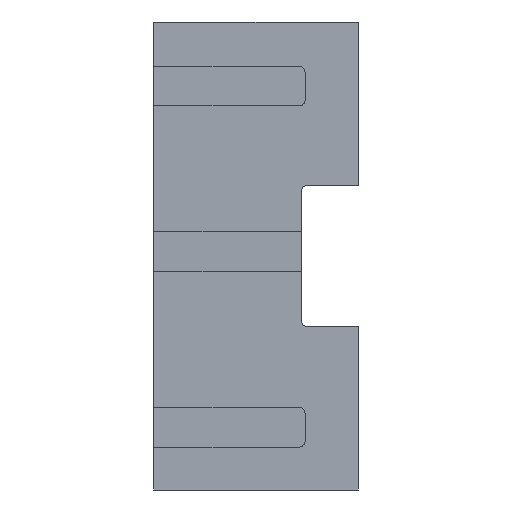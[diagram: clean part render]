
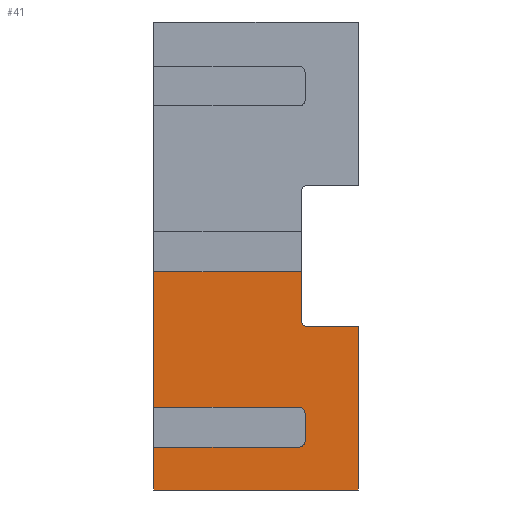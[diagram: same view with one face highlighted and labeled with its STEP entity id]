
A CAD part, front view. The second image highlights one B-rep face of the part: STEP entity #41.
In plain terms, the highlighted planar face has unit normal (0, -1, 0).
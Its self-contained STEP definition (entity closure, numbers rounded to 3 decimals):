
#41=ADVANCED_FACE('',(#102),#75,.F.);
#75=PLANE('',#704);
#102=FACE_OUTER_BOUND('',#136,.T.);
#136=EDGE_LOOP('',(#184,#185,#186,#187,#188,#189,#190,#191,#192,#193,#194,
#195,#196));
#170=CIRCLE('',#701,0.5);
#171=CIRCLE('',#702,0.5);
#172=CIRCLE('',#703,0.5);
#184=ORIENTED_EDGE('',*,*,#440,.F.);
#185=ORIENTED_EDGE('',*,*,#441,.F.);
#186=ORIENTED_EDGE('',*,*,#442,.F.);
#187=ORIENTED_EDGE('',*,*,#443,.T.);
#188=ORIENTED_EDGE('',*,*,#444,.T.);
#189=ORIENTED_EDGE('',*,*,#445,.T.);
#190=ORIENTED_EDGE('',*,*,#446,.F.);
#191=ORIENTED_EDGE('',*,*,#447,.F.);
#192=ORIENTED_EDGE('',*,*,#448,.F.);
#193=ORIENTED_EDGE('',*,*,#449,.T.);
#194=ORIENTED_EDGE('',*,*,#450,.F.);
#195=ORIENTED_EDGE('',*,*,#451,.T.);
#196=ORIENTED_EDGE('',*,*,#452,.F.);
#376=VERTEX_POINT('',#931);
#377=VERTEX_POINT('',#932);
#378=VERTEX_POINT('',#934);
#379=VERTEX_POINT('',#936);
#380=VERTEX_POINT('',#938);
#381=VERTEX_POINT('',#940);
#382=VERTEX_POINT('',#942);
#383=VERTEX_POINT('',#944);
#384=VERTEX_POINT('',#946);
#385=VERTEX_POINT('',#948);
#386=VERTEX_POINT('',#950);
#387=VERTEX_POINT('',#952);
#388=VERTEX_POINT('',#954);
#440=EDGE_CURVE('',#376,#377,#536,.T.);
#441=EDGE_CURVE('',#378,#376,#537,.T.);
#442=EDGE_CURVE('',#379,#378,#538,.T.);
#443=EDGE_CURVE('',#379,#380,#539,.T.);
#444=EDGE_CURVE('',#380,#381,#170,.T.);
#445=EDGE_CURVE('',#381,#382,#540,.T.);
#446=EDGE_CURVE('',#383,#382,#541,.T.);
#447=EDGE_CURVE('',#384,#383,#542,.T.);
#448=EDGE_CURVE('',#385,#384,#543,.T.);
#449=EDGE_CURVE('',#385,#386,#171,.T.);
#450=EDGE_CURVE('',#387,#386,#544,.T.);
#451=EDGE_CURVE('',#387,#388,#172,.T.);
#452=EDGE_CURVE('',#377,#388,#545,.T.);
#536=LINE('',#930,#618);
#537=LINE('',#933,#619);
#538=LINE('',#935,#620);
#539=LINE('',#937,#621);
#540=LINE('',#941,#622);
#541=LINE('',#943,#623);
#542=LINE('',#945,#624);
#543=LINE('',#947,#625);
#544=LINE('',#951,#626);
#545=LINE('',#955,#627);
#618=VECTOR('',#751,1.);
#619=VECTOR('',#752,1.);
#620=VECTOR('',#753,1.);
#621=VECTOR('',#754,1.);
#622=VECTOR('',#757,1.);
#623=VECTOR('',#758,1.);
#624=VECTOR('',#759,1.);
#625=VECTOR('',#760,1.);
#626=VECTOR('',#763,1.);
#627=VECTOR('',#766,1.);
#701=AXIS2_PLACEMENT_3D('',#939,#755,#756);
#702=AXIS2_PLACEMENT_3D('',#949,#761,#762);
#703=AXIS2_PLACEMENT_3D('',#953,#764,#765);
#704=AXIS2_PLACEMENT_3D('',#956,#767,#768);
#751=DIRECTION('',(0.,0.,1.));
#752=DIRECTION('',(-1.,0.,0.));
#753=DIRECTION('',(0.,0.,-1.));
#754=DIRECTION('',(-1.,0.,0.));
#755=DIRECTION('',(0.,1.,0.));
#756=DIRECTION('',(0.,0.,-1.));
#757=DIRECTION('',(0.,0.,1.));
#758=DIRECTION('',(1.,0.,0.));
#759=DIRECTION('',(0.,0.,1.));
#760=DIRECTION('',(-1.,0.,0.));
#761=DIRECTION('',(0.,1.,0.));
#762=DIRECTION('',(0.,0.,1.));
#763=DIRECTION('',(0.,0.,1.));
#764=DIRECTION('',(0.,1.,0.));
#765=DIRECTION('',(1.,0.,0.));
#766=DIRECTION('',(1.,0.,0.));
#767=DIRECTION('',(0.,1.,0.));
#768=DIRECTION('',(-1.,0.,0.));
#930=CARTESIAN_POINT('',(0.,0.,-40.098));
#931=CARTESIAN_POINT('',(0.,0.,-40.098));
#932=CARTESIAN_POINT('',(0.,0.,-36.416));
#933=CARTESIAN_POINT('',(17.5,0.,-40.098));
#934=CARTESIAN_POINT('',(17.5,0.,-40.098));
#935=CARTESIAN_POINT('',(17.5,0.,-26.098));
#936=CARTESIAN_POINT('',(17.5,0.,-26.098));
#937=CARTESIAN_POINT('',(17.5,0.,-26.098));
#938=CARTESIAN_POINT('',(13.128,0.,-26.098));
#939=CARTESIAN_POINT('',(13.128,0.,-25.598));
#940=CARTESIAN_POINT('',(12.628,0.,-25.598));
#941=CARTESIAN_POINT('',(12.628,0.,-25.598));
#942=CARTESIAN_POINT('',(12.628,0.,-21.391));
#943=CARTESIAN_POINT('',(0.,0.,-21.391));
#944=CARTESIAN_POINT('',(0.,0.,-21.391));
#945=CARTESIAN_POINT('',(0.,0.,-33.016));
#946=CARTESIAN_POINT('',(0.,0.,-33.016));
#947=CARTESIAN_POINT('',(12.45,0.,-33.016));
#948=CARTESIAN_POINT('',(12.45,0.,-33.016));
#949=CARTESIAN_POINT('',(12.45,0.,-33.516));
#950=CARTESIAN_POINT('',(12.95,0.,-33.516));
#951=CARTESIAN_POINT('',(12.95,0.,-35.916));
#952=CARTESIAN_POINT('',(12.95,0.,-35.916));
#953=CARTESIAN_POINT('',(12.45,0.,-35.916));
#954=CARTESIAN_POINT('',(12.45,0.,-36.416));
#955=CARTESIAN_POINT('',(0.,0.,-36.416));
#956=CARTESIAN_POINT('',(0.,0.,0.));
